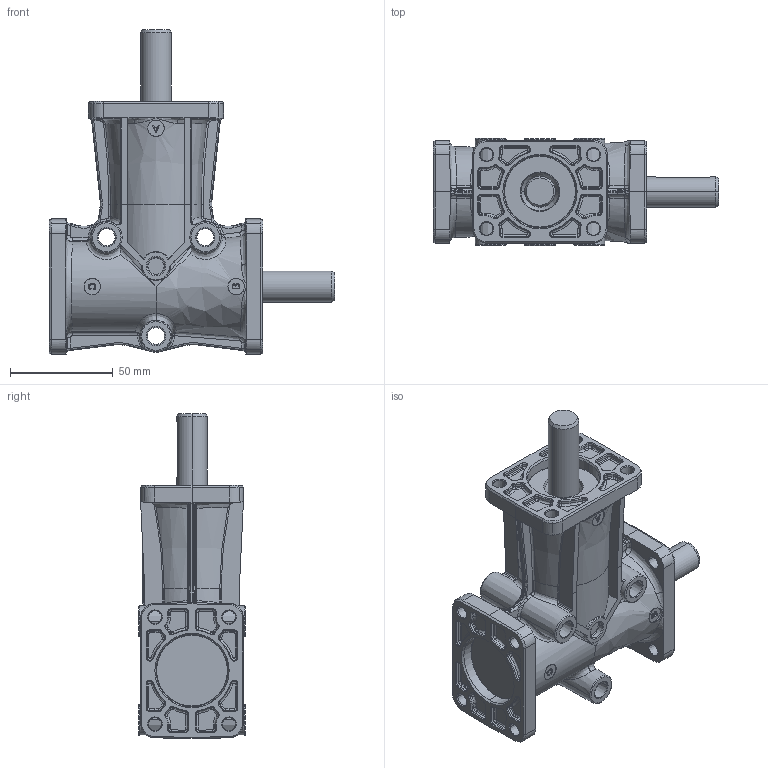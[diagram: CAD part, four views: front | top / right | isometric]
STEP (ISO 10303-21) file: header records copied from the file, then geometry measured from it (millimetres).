
FILE_DESCRIPTION(('STEP AP214'),'1');
FILE_NAME('dz_20s_-_3fab_-.stp','2017-07-05T13:41:23',('TraceParts'),('TraceParts S.A.'),'Spatial InterOp 3D',' ',' ');
FILE_SCHEMA(('automotive_design'));
Length unit declared in the file: millimetre
Products named in the file (1): dz_20s_-_3fab_-
Bounding box: 139 x 52 x 158 mm (x, y, z)
Volume: 335065.5 mm3; surface area: 62511.5 mm2
Topology: 1 solids, 2 shells, 2066 faces, 5162 edges, 3157 vertices
Faces by surface type: plane 579, bspline 572, cone 451, cylinder 420, torus 44
Entity records: 96364 total; most frequent: CARTESIAN_POINT 32476, ORIENTED_EDGE 10256, DIRECTION 9197, EDGE_CURVE 5128, AXIS2_PLACEMENT_3D 3411, VERTEX_POINT 3157, LINE 2375, VECTOR 2375
